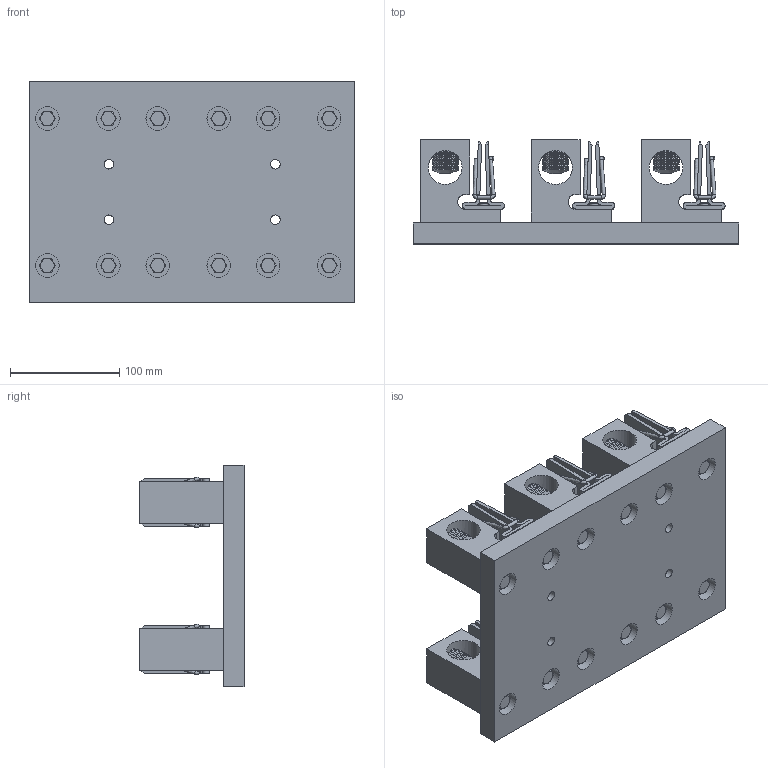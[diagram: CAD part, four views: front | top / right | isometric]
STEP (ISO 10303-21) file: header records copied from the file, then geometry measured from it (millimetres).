
FILE_DESCRIPTION (( 'STEP AP214' ), '1' );
FILE_NAME ('700517rev-.STEP', '2018-05-18T12:40:31', ( '' ), ( '' ), 'SwSTEP 2.0', 'SolidWorks 2017', '' );
FILE_SCHEMA (( 'AUTOMOTIVE_DESIGN' ));
Length unit declared in the file: inch
Products named in the file (1): 700517rev-
Bounding box: 298.45 x 95.25 x 203.2 mm (x, y, z)
Volume: 1936685.7 mm3; surface area: 459292.2 mm2
Topology: 49 solids, 49 shells, 1416 faces, 3324 edges, 2064 vertices
Faces by surface type: plane 598, cone 402, cylinder 314, bspline 102
Full cylindrical faces by diameter (mm): 6.528 x12, 6.756 x12, 7.937 x9, 7.938 x15, 8.611 x12, 8.738 x4, 9.576 x12, 15.875 x12, 19.05 x4, 21.59 x12, 22.225 x6, 23.812 x85, 23.813 x17, 30.937 x6
Entity records: 39762 total; most frequent: CARTESIAN_POINT 10733, DIRECTION 5614, ORIENTED_EDGE 5204, EDGE_CURVE 2602, AXIS2_PLACEMENT_3D 2171, EDGE_LOOP 2162, VERTEX_POINT 1914, FACE_OUTER_BOUND 1730
